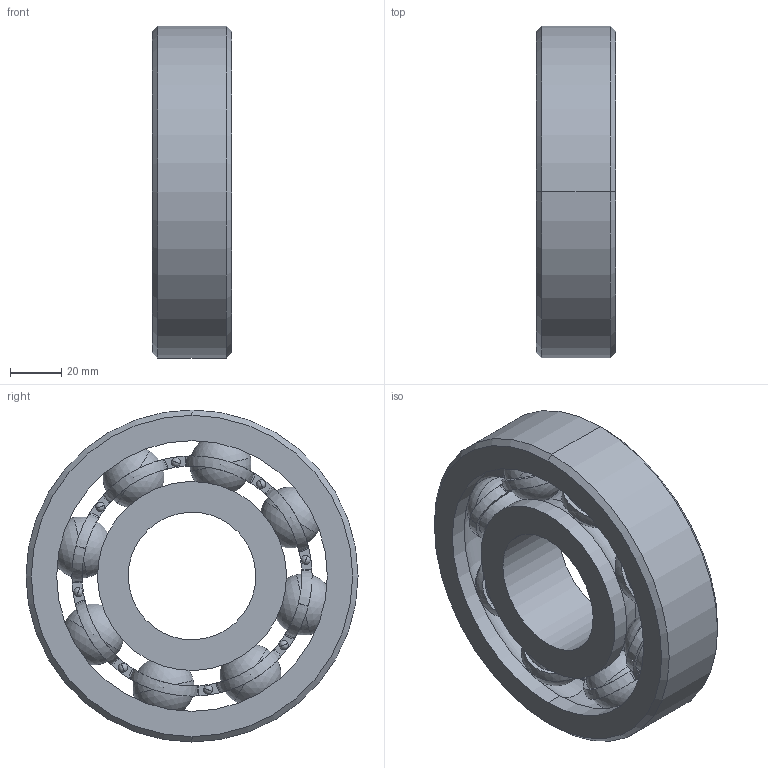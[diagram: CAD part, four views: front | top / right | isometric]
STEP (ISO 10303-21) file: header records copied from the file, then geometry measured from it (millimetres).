
FILE_DESCRIPTION (( 'STEP AP214' ), '1' );
FILE_NAME ('Ball Bearing Assembly.STEP', '2024-09-03T17:33:22', ( '' ), ( '' ), 'SwSTEP 2.0', 'SolidWorks 2022', '' );
FILE_SCHEMA (( 'AUTOMOTIVE_DESIGN' ));
Length unit declared in the file: inch
Products named in the file (6): Ball Bearing Assembly; Inner Ring (Ball Bearing); Ball Case (Ball Bearing); Ball (Ball Bearing); rivet 02_din_DIN 660-2x6-St-A-3; Outer Ring (Ball Bearing)
Assembly tree (20 placements, depth 2):
  Ball Bearing Assembly
    Outer Ring (Ball Bearing)
    Inner Ring (Ball Bearing)
    Ball (Ball Bearing)  x8
    Ball Case (Ball Bearing)  x2
    rivet 02_din_DIN 660-2x6-St-A-3  x8
Bounding box: 31 x 130 x 130 mm (x, y, z)
Volume: 243153.4 mm3; surface area: 72330.7 mm2
Topology: 20 solids, 20 shells, 282 faces, 872 edges, 562 vertices
Faces by surface type: torus 110, cylinder 68, plane 52, sphere 48, cone 4
Entity records: 6208 total; most frequent: CARTESIAN_POINT 2695, DIRECTION 704, ORIENTED_EDGE 664, AXIS2_PLACEMENT_3D 333, EDGE_CURVE 332, VERTEX_POINT 218, CIRCLE 186, EDGE_LOOP 146
